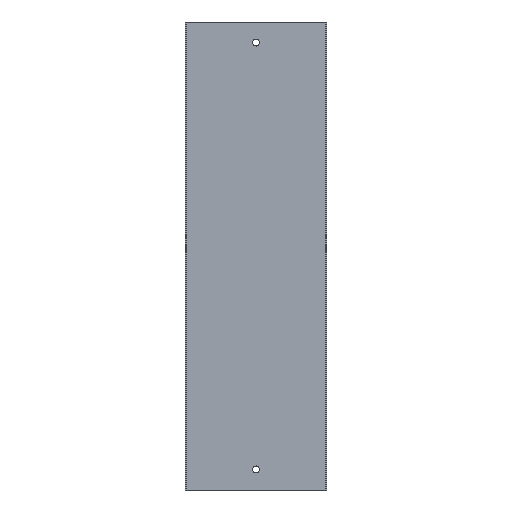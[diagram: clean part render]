
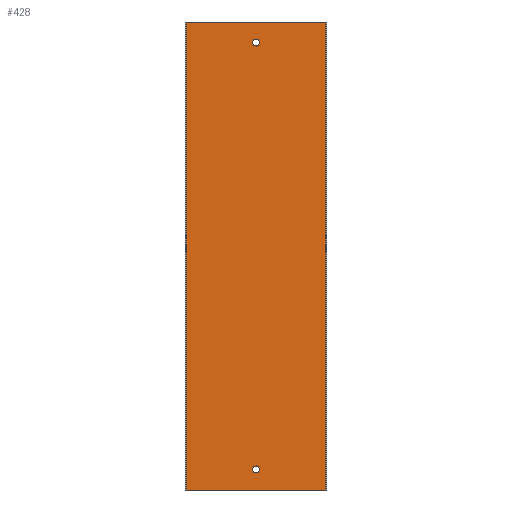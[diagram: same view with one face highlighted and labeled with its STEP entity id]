
A CAD part, front view. The second image highlights one B-rep face of the part: STEP entity #428.
In plain terms, the highlighted planar face has unit normal (0, -1, 0).
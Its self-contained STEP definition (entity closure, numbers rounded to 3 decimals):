
#2 = LINE ( 'NONE', #367, #7 ) ;
#4 = LINE ( 'NONE', #437, #5 ) ;
#5 = VECTOR ( 'NONE', #360, 1000. ) ;
#7 = VECTOR ( 'NONE', #366, 1000. ) ;
#14 = LINE ( 'NONE', #379, #15 ) ;
#15 = VECTOR ( 'NONE', #378, 1000. ) ;
#16 = FACE_BOUND ( 'NONE', #289, .T. ) ;
#23 = FACE_OUTER_BOUND ( 'NONE', #296, .T. ) ;
#25 = FACE_BOUND ( 'NONE', #300, .T. ) ;
#39 = VERTEX_POINT ( 'NONE', #72 ) ;
#40 = VERTEX_POINT ( 'NONE', #63 ) ;
#63 = CARTESIAN_POINT ( 'NONE',  ( 0., 0., 17.5 ) ) ;
#72 = CARTESIAN_POINT ( 'NONE',  ( 0., 0., 328.5 ) ) ;
#102 = DIRECTION ( 'NONE',  ( 0., 0., 1. ) ) ;
#115 = CARTESIAN_POINT ( 'NONE',  ( 0., 0., 326. ) ) ;
#129 = ORIENTED_EDGE ( 'NONE', *, *, #274, .F. ) ;
#130 = ORIENTED_EDGE ( 'NONE', *, *, #271, .T. ) ;
#133 = ORIENTED_EDGE ( 'NONE', *, *, #261, .T. ) ;
#144 = ORIENTED_EDGE ( 'NONE', *, *, #264, .F. ) ;
#180 = LINE ( 'NONE', #207, #183 ) ;
#182 = CIRCLE ( 'NONE', #241, 2.5 ) ;
#183 = VECTOR ( 'NONE', #212, 1000. ) ;
#187 = CIRCLE ( 'NONE', #240, 2.5 ) ;
#207 = CARTESIAN_POINT ( 'NONE',  ( -51., 0., 341. ) ) ;
#212 = DIRECTION ( 'NONE',  ( 0., 0., -1. ) ) ;
#236 = DIRECTION ( 'NONE',  ( 0., -1., 0. ) ) ;
#240 = AXIS2_PLACEMENT_3D ( 'NONE', #362, #363, #364 ) ;
#241 = AXIS2_PLACEMENT_3D ( 'NONE', #115, #236, #102 ) ;
#261 = EDGE_CURVE ( 'NONE', #275, #285, #180, .T. ) ;
#264 = EDGE_CURVE ( 'NONE', #39, #39, #182, .T. ) ;
#268 = EDGE_CURVE ( 'NONE', #40, #40, #187, .T. ) ;
#271 = EDGE_CURVE ( 'NONE', #285, #272, #4, .T. ) ;
#272 = VERTEX_POINT ( 'NONE', #361 ) ;
#274 = EDGE_CURVE ( 'NONE', #275, #283, #2, .T. ) ;
#275 = VERTEX_POINT ( 'NONE', #368 ) ;
#283 = VERTEX_POINT ( 'NONE', #377 ) ;
#284 = EDGE_CURVE ( 'NONE', #283, #272, #14, .T. ) ;
#285 = VERTEX_POINT ( 'NONE', #381 ) ;
#289 = EDGE_LOOP ( 'NONE', ( #144 ) ) ;
#296 = EDGE_LOOP ( 'NONE', ( #130, #320, #129, #133 ) ) ;
#300 = EDGE_LOOP ( 'NONE', ( #324 ) ) ;
#320 = ORIENTED_EDGE ( 'NONE', *, *, #284, .F. ) ;
#324 = ORIENTED_EDGE ( 'NONE', *, *, #268, .F. ) ;
#343 = AXIS2_PLACEMENT_3D ( 'NONE', #399, #393, #403 ) ;
#360 = DIRECTION ( 'NONE',  ( 1., 0., 0. ) ) ;
#361 = CARTESIAN_POINT ( 'NONE',  ( 51., 0., 0. ) ) ;
#362 = CARTESIAN_POINT ( 'NONE',  ( 0., 0., 15. ) ) ;
#363 = DIRECTION ( 'NONE',  ( 0., -1., 0. ) ) ;
#364 = DIRECTION ( 'NONE',  ( 0., 0., 1. ) ) ;
#366 = DIRECTION ( 'NONE',  ( 1., 0., 0. ) ) ;
#367 = CARTESIAN_POINT ( 'NONE',  ( -51., 0., 341. ) ) ;
#368 = CARTESIAN_POINT ( 'NONE',  ( -51., 0., 341. ) ) ;
#377 = CARTESIAN_POINT ( 'NONE',  ( 51., 0., 341. ) ) ;
#378 = DIRECTION ( 'NONE',  ( 0., 0., -1. ) ) ;
#379 = CARTESIAN_POINT ( 'NONE',  ( 51., 0., 341. ) ) ;
#381 = CARTESIAN_POINT ( 'NONE',  ( -51., 0., 0. ) ) ;
#393 = DIRECTION ( 'NONE',  ( 0., 1., 0. ) ) ;
#399 = CARTESIAN_POINT ( 'NONE',  ( -51., 0., 341. ) ) ;
#401 = PLANE ( 'NONE',  #343 ) ;
#403 = DIRECTION ( 'NONE',  ( 0., 0., 1. ) ) ;
#428 = ADVANCED_FACE ( 'NONE', ( #16, #25, #23 ), #401, .F. ) ;
#437 = CARTESIAN_POINT ( 'NONE',  ( -51., 0., 0. ) ) ;
